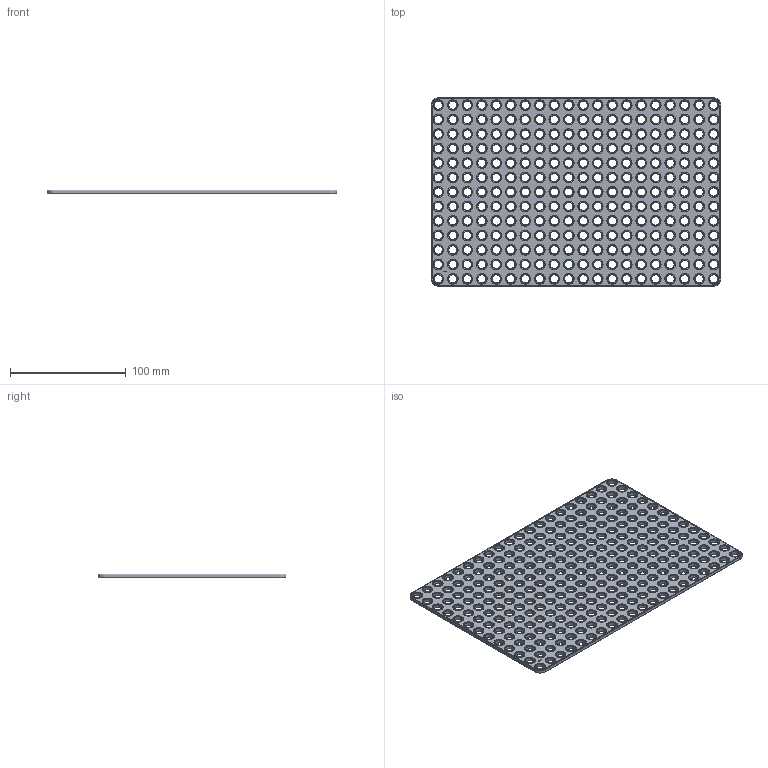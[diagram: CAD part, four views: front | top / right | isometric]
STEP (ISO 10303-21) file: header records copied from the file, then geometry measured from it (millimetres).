
FILE_DESCRIPTION(('FreeCAD Model'),'2;1');
FILE_NAME('Open CASCADE Shape Model','2024-10-09T08:11:03',(''),(''), 'Open CASCADE STEP processor 7.7','FreeCAD','Unknown');
FILE_SCHEMA(('AUTOMOTIVE_DESIGN { 1 0 10303 214 1 1 1 1 }'));
Length unit declared in the file: millimetre
Products named in the file (1): Plate RCT CRNR BU20x13x00.25 - SPN-PLT-0249 (stemfie.org)
Bounding box: 250 x 162.5 x 3.12 mm (x, y, z)
Volume: 90445.5 mm3; surface area: 81014 mm2
Topology: 1 solids, 1 shells, 1787 faces, 3940 edges, 2448 vertices
Faces by surface type: plane 591, cylinder 528, cone 528, extrusion 140
Full cylindrical faces by diameter (mm): 7 x260, 9.2 x260
Entity records: 50590 total; most frequent: CARTESIAN_POINT 9314, DIRECTION 8680, ORIENTED_EDGE 7880, EDGE_CURVE 3940, AXIS2_PLACEMENT_3D 3232, FACE_BOUND 2600, EDGE_LOOP 2600, VERTEX_POINT 2448
